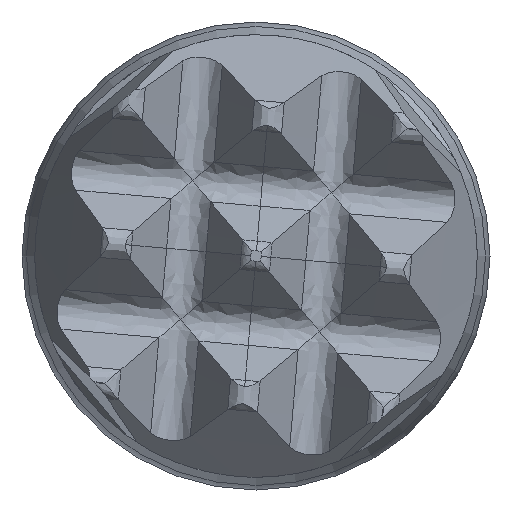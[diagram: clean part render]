
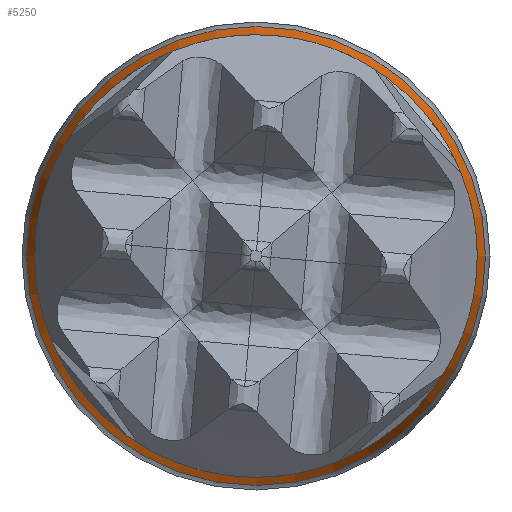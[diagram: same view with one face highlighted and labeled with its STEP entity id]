
A CAD part, left-side view. The second image highlights one B-rep face of the part: STEP entity #5250.
In plain terms, the highlighted conical face has half-angle 15.945 degrees and reference radius 0.467 mm.
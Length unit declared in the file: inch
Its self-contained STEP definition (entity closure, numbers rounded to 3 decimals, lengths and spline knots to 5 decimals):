
#540 = CIRCLE ( 'NONE', #1379, 0.01838 ) ;
#841 = AXIS2_PLACEMENT_3D ( 'NONE', #2088, #6232, #3014 ) ;
#1095 = VERTEX_POINT ( 'NONE', #4699 ) ;
#1109 = ORIENTED_EDGE ( 'NONE', *, *, #2177, .T. ) ;
#1379 = AXIS2_PLACEMENT_3D ( 'NONE', #1407, #2534, #1892 ) ;
#1407 = CARTESIAN_POINT ( 'NONE',  ( 0.0486, 0., 0. ) ) ;
#1881 = CONICAL_SURFACE ( 'NONE', #841, 0.01838, 0.278 ) ;
#1892 = DIRECTION ( 'NONE',  ( 0., 0., -1. ) ) ;
#2088 = CARTESIAN_POINT ( 'NONE',  ( 0.0486, 0., 0. ) ) ;
#2156 = EDGE_LOOP ( 'NONE', ( #1109 ) ) ;
#2177 = EDGE_CURVE ( 'NONE', #2734, #2734, #5232, .T. ) ;
#2531 = DIRECTION ( 'NONE',  ( 0., 0., -1. ) ) ;
#2534 = DIRECTION ( 'NONE',  ( -1., 0., 0. ) ) ;
#2693 = ORIENTED_EDGE ( 'NONE', *, *, #4164, .F. ) ;
#2734 = VERTEX_POINT ( 'NONE', #5727 ) ;
#3014 = DIRECTION ( 'NONE',  ( 0., 0., 1. ) ) ;
#4164 = EDGE_CURVE ( 'NONE', #1095, #1095, #540, .T. ) ;
#4699 = CARTESIAN_POINT ( 'NONE',  ( 0.0486, 0., -0.01838 ) ) ;
#5232 = CIRCLE ( 'NONE', #6972, 0.01972 ) ;
#5250 = ADVANCED_FACE ( 'NONE', ( #6789, #6369 ), #1881, .T. ) ;
#5276 = CARTESIAN_POINT ( 'NONE',  ( 0.05325, 0., 0. ) ) ;
#5727 = CARTESIAN_POINT ( 'NONE',  ( 0.05325, 0., -0.01972 ) ) ;
#5804 = DIRECTION ( 'NONE',  ( -1., 0., 0. ) ) ;
#6232 = DIRECTION ( 'NONE',  ( 1., 0., 0. ) ) ;
#6369 = FACE_BOUND ( 'NONE', #6708, .T. ) ;
#6708 = EDGE_LOOP ( 'NONE', ( #2693 ) ) ;
#6789 = FACE_OUTER_BOUND ( 'NONE', #2156, .T. ) ;
#6972 = AXIS2_PLACEMENT_3D ( 'NONE', #5276, #5804, #2531 ) ;
